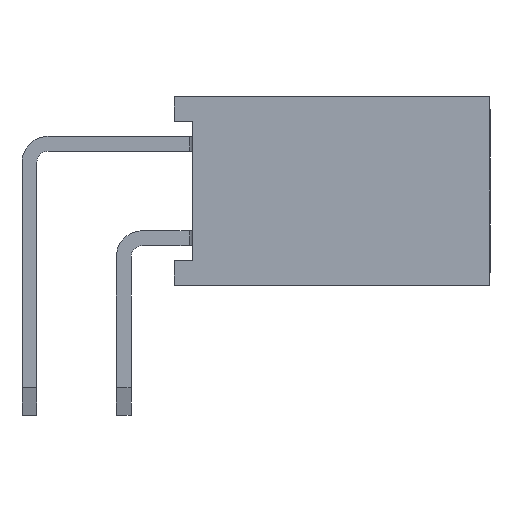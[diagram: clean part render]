
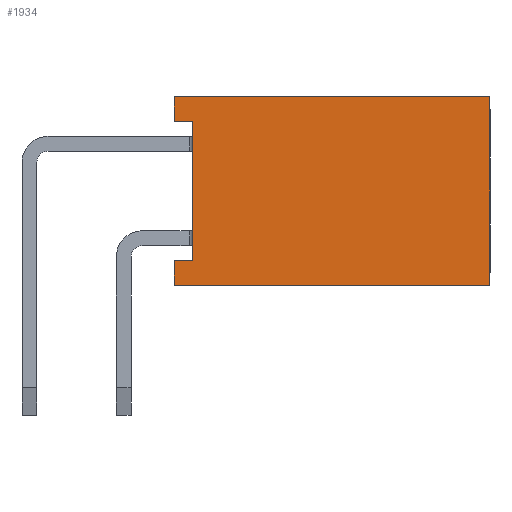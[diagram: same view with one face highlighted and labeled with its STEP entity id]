
A CAD part, left-side view. The second image highlights one B-rep face of the part: STEP entity #1934.
In plain terms, the highlighted planar face has unit normal (-1, 0, 0).
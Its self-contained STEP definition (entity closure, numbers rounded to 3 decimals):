
#1934=ADVANCED_FACE('',(#19422),#19424,.T.);
#19422=FACE_BOUND('',#19423,.T.);
#19423=EDGE_LOOP('',(#33393,#33394,#33395,#33396,#33397,#33398,#33399,#33400));
#19424=PLANE('',#19425);
#19425=AXIS2_PLACEMENT_3D('',#19426,#19427,#19428);
#19426=CARTESIAN_POINT('',(-1.27,-1.36,5.08));
#19427=DIRECTION('',(-1.,0.,0.));
#19428=DIRECTION('',(0.,0.,-1.));
#33393=ORIENTED_EDGE('',*,*,#43809,.T.);
#33394=ORIENTED_EDGE('',*,*,#43810,.T.);
#33395=ORIENTED_EDGE('',*,*,#43811,.T.);
#33396=ORIENTED_EDGE('',*,*,#43812,.F.);
#33397=ORIENTED_EDGE('',*,*,#43813,.F.);
#33398=ORIENTED_EDGE('',*,*,#43814,.T.);
#33399=ORIENTED_EDGE('',*,*,#43815,.T.);
#33400=ORIENTED_EDGE('',*,*,#43341,.T.);
#43341=EDGE_CURVE('',#49253,#49254,#49255,.T.);
#43809=EDGE_CURVE('',#49254,#49997,#49998,.F.);
#43810=EDGE_CURVE('',#49997,#49999,#50000,.T.);
#43811=EDGE_CURVE('',#49999,#50001,#50002,.T.);
#43812=EDGE_CURVE('',#50003,#50001,#50004,.T.);
#43813=EDGE_CURVE('',#50005,#50003,#50006,.T.);
#43814=EDGE_CURVE('',#50005,#50007,#50008,.T.);
#43815=EDGE_CURVE('',#50007,#49253,#50009,.F.);
#49253=VERTEX_POINT('',#59285);
#49254=VERTEX_POINT('',#59286);
#49255=LINE('',#59287,#59288);
#49997=VERTEX_POINT('',#60965);
#49998=LINE('',#60966,#60967);
#49999=VERTEX_POINT('',#60969);
#50000=LINE('',#60970,#60971);
#50001=VERTEX_POINT('',#60973);
#50002=LINE('',#60974,#60975);
#50003=VERTEX_POINT('',#60977);
#50004=LINE('',#60978,#60979);
#50005=VERTEX_POINT('',#60981);
#50006=LINE('',#60982,#60983);
#50007=VERTEX_POINT('',#60985);
#50008=LINE('',#60986,#60987);
#50009=LINE('',#60989,#60990);
#59285=CARTESIAN_POINT('',(-1.27,-1.86,4.41));
#59286=CARTESIAN_POINT('',(-1.27,-1.86,0.67));
#59287=CARTESIAN_POINT('',(-1.27,-1.86,4.41));
#59288=VECTOR('',#59289,1.);
#59289=DIRECTION('',(0.,0.,-1.));
#60965=CARTESIAN_POINT('',(-1.27,-1.36,0.67));
#60966=CARTESIAN_POINT('',(-1.27,-1.36,0.67));
#60967=VECTOR('',#60968,1.);
#60968=DIRECTION('',(0.,-1.,0.));
#60969=CARTESIAN_POINT('',(-1.27,-1.36,0.));
#60970=CARTESIAN_POINT('',(-1.27,-1.36,0.67));
#60971=VECTOR('',#60972,1.);
#60972=DIRECTION('',(0.,0.,-1.));
#60973=CARTESIAN_POINT('',(-1.27,-9.86,0.));
#60974=CARTESIAN_POINT('',(-1.27,-1.36,0.));
#60975=VECTOR('',#60976,1.);
#60976=DIRECTION('',(0.,-1.,0.));
#60977=CARTESIAN_POINT('',(-1.27,-9.86,5.08));
#60978=CARTESIAN_POINT('',(-1.27,-9.86,5.08));
#60979=VECTOR('',#60980,1.);
#60980=DIRECTION('',(0.,0.,-1.));
#60981=CARTESIAN_POINT('',(-1.27,-1.36,5.08));
#60982=CARTESIAN_POINT('',(-1.27,-1.36,5.08));
#60983=VECTOR('',#60984,1.);
#60984=DIRECTION('',(0.,-1.,0.));
#60985=CARTESIAN_POINT('',(-1.27,-1.36,4.41));
#60986=CARTESIAN_POINT('',(-1.27,-1.36,5.08));
#60987=VECTOR('',#60988,1.);
#60988=DIRECTION('',(0.,0.,-1.));
#60989=CARTESIAN_POINT('',(-1.27,-1.86,4.41));
#60990=VECTOR('',#60991,1.);
#60991=DIRECTION('',(0.,1.,0.));
